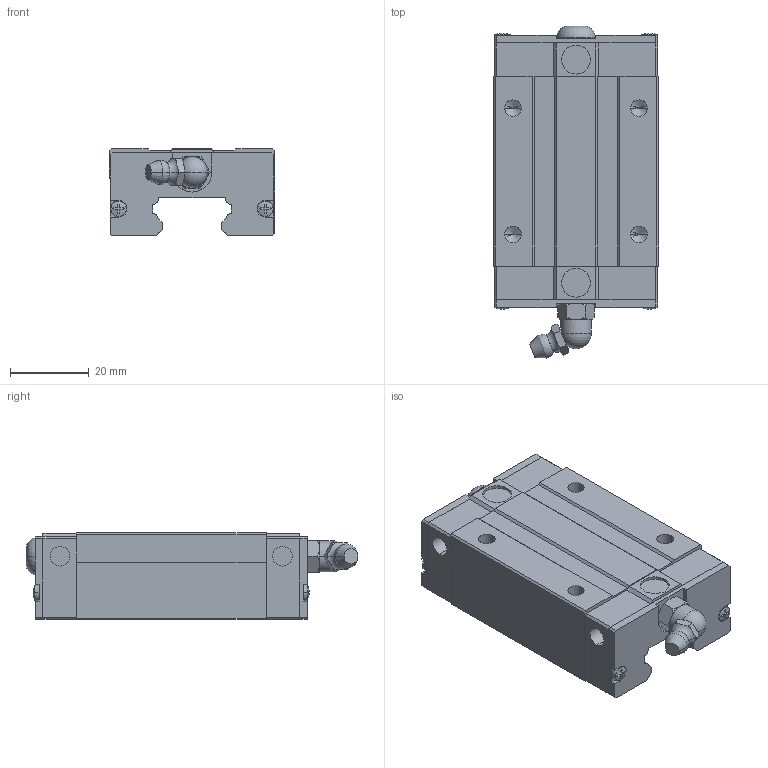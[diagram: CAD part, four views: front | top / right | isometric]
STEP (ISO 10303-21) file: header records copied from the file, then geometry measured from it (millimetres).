
FILE_DESCRIPTION(('STEP AP214'),'1');
FILE_NAME('cctmp_065DB241-68E1-4BA4-82D5-DA054C13E9DF_2020_5_13_10_46_30_240..stp','2020-05-13T08:46:30',('HIWIN GmbH'),('CADClick - www.CADClick.com'),'Spatial InterOp 3D',' ','unknown authorization');
FILE_SCHEMA(('AUTOMOTIVE_DESIGN'));
Length unit declared in the file: millimetre
Products named in the file (1): EGH20CAZ0H_FILE
Bounding box: 42 x 84.21 x 22 mm (x, y, z)
Volume: 50047.5 mm3; surface area: 13566.8 mm2
Topology: 1 solids, 5 shells, 348 faces, 917 edges, 587 vertices
Faces by surface type: plane 202, cylinder 80, cone 46, torus 18, sphere 2
Entity records: 13588 total; most frequent: CARTESIAN_POINT 2339, ORIENTED_EDGE 1814, DIRECTION 1710, EDGE_CURVE 907, VERTEX_POINT 587, LINE 578, VECTOR 578, AXIS2_PLACEMENT_3D 566
